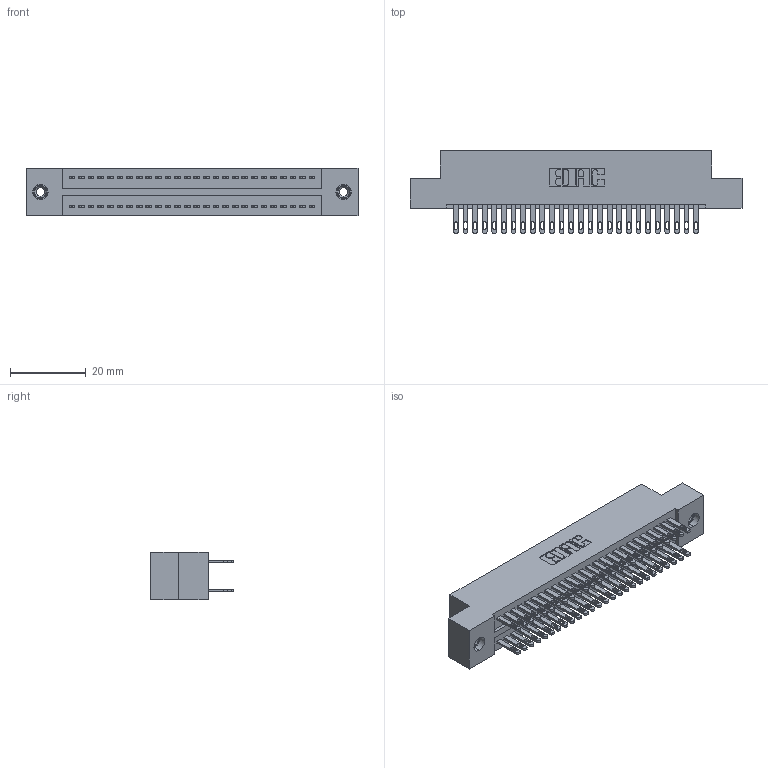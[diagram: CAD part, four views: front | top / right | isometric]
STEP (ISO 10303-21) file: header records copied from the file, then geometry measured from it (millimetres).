
FILE_DESCRIPTION (( 'STEP AP203' ), '1' );
FILE_NAME ('325-052-500-208.STEP', '2020-02-25T00:19:46', ( '' ), ( '' ), 'SwSTEP 2.0', 'SolidWorks 2016', '' );
FILE_SCHEMA (( 'CONFIG_CONTROL_DESIGN' ));
Length unit declared in the file: inch
Products named in the file (4): 325-292-001_325-293-100; 325 Part_TI; 325-052-500-208; 345-250-001_345-250-003-102
Assembly tree (55 placements, depth 2):
  325-052-500-208
    325 Part_TI
    325-292-001_325-293-100  x52
    345-250-001_345-250-003-102  x2
Bounding box: 87.76 x 21.84 x 12.45 mm (x, y, z)
Volume: 11337.8 mm3; surface area: 13900.9 mm2
Topology: 55 solids, 55 shells, 2670 faces, 8091 edges, 5386 vertices
Faces by surface type: plane 1662, cylinder 992, cone 12, torus 4
Entity records: 19912 total; most frequent: CARTESIAN_POINT 3301, ORIENTED_EDGE 3230, DIRECTION 2881, EDGE_CURVE 1615, LINE 1463, VECTOR 1463, VERTEX_POINT 1072, AXIS2_PLACEMENT_3D 709
